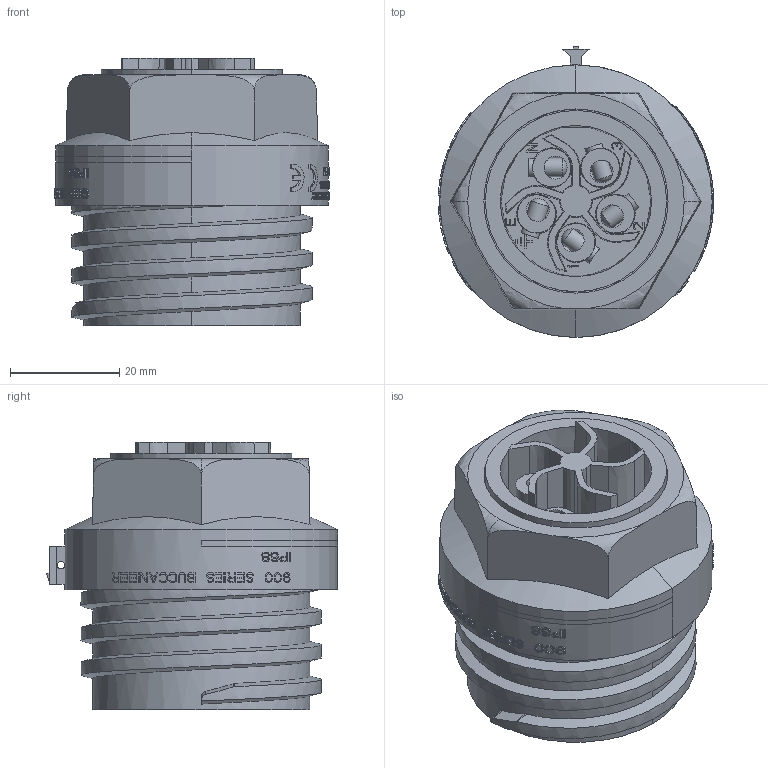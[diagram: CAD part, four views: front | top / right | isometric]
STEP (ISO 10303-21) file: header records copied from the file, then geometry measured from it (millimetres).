
FILE_DESCRIPTION(('STEP AP242'),'1');
FILE_NAME('px0931-05-p.stp','2023-02-15T14:40:44',('TraceParts'),('TraceParts S.A.'),'Spatial InterOp 3D',' ',' ');
FILE_SCHEMA(('AP242_MANAGED_MODEL_BASED_3D_ENGINEERING_MIM_LF {1 0 10303 442 1 1 4}'));
Length unit declared in the file: millimetre
Products named in the file (1): px0931-05-p
Bounding box: 50.48 x 53.4 x 49 mm (x, y, z)
Volume: 45707.9 mm3; surface area: 28512.5 mm2
Topology: 1 solids, 1 shells, 3302 faces, 9215 edges, 6112 vertices
Faces by surface type: plane 2884, cylinder 280, cone 96, sphere 20, torus 12, bspline 10
Entity records: 114359 total; most frequent: CARTESIAN_POINT 34655, ORIENTED_EDGE 18370, DIRECTION 13941, EDGE_CURVE 9185, VERTEX_POINT 6112, AXIS2_PLACEMENT_3D 4709, LINE 4523, VECTOR 4523
